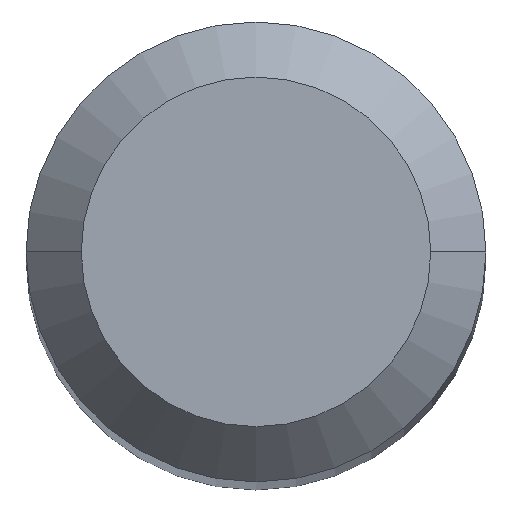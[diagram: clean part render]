
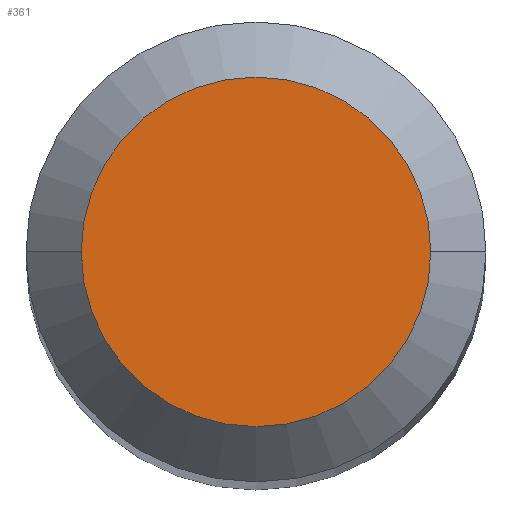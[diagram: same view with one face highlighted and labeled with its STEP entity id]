
A CAD part, top view. The second image highlights one B-rep face of the part: STEP entity #361.
In plain terms, the highlighted planar face has unit normal (0, 0, 1).
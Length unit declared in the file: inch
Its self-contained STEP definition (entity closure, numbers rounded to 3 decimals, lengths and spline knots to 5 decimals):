
#25 = CARTESIAN_POINT ( 'NONE',  ( -0.0475, 0., 0. ) ) ;
#28 = ORIENTED_EDGE ( 'NONE', *, *, #60, .T. ) ;
#50 = EDGE_CURVE ( 'NONE', #328, #173, #240, .T. ) ;
#60 = EDGE_CURVE ( 'NONE', #173, #328, #360, .T. ) ;
#78 = AXIS2_PLACEMENT_3D ( 'NONE', #92, #453, #223 ) ;
#92 = CARTESIAN_POINT ( 'NONE',  ( 0., 0., 0. ) ) ;
#109 = CARTESIAN_POINT ( 'NONE',  ( 0., 0.0475, 0. ) ) ;
#133 = EDGE_LOOP ( 'NONE', ( #28, #291 ) ) ;
#148 = CARTESIAN_POINT ( 'NONE',  ( 0.0475, 0., 0. ) ) ;
#173 = VERTEX_POINT ( 'NONE', #25 ) ;
#199 = DIRECTION ( 'NONE',  ( 1., 0., 0. ) ) ;
#223 = DIRECTION ( 'NONE',  ( 1., 0., 0. ) ) ;
#240 = CIRCLE ( 'NONE', #78, 0.0475 ) ;
#252 = DIRECTION ( 'NONE',  ( 0., 0., -1. ) ) ;
#281 = AXIS2_PLACEMENT_3D ( 'NONE', #383, #409, #199 ) ;
#287 = FACE_OUTER_BOUND ( 'NONE', #133, .T. ) ;
#291 = ORIENTED_EDGE ( 'NONE', *, *, #50, .T. ) ;
#328 = VERTEX_POINT ( 'NONE', #148 ) ;
#347 = AXIS2_PLACEMENT_3D ( 'NONE', #109, #252, #375 ) ;
#360 = CIRCLE ( 'NONE', #281, 0.0475 ) ;
#361 = ADVANCED_FACE ( 'NONE', ( #287 ), #440, .F. ) ;
#375 = DIRECTION ( 'NONE',  ( -1., 0., 0. ) ) ;
#383 = CARTESIAN_POINT ( 'NONE',  ( 0., 0., 0. ) ) ;
#409 = DIRECTION ( 'NONE',  ( 0., 0., 1. ) ) ;
#440 = PLANE ( 'NONE',  #347 ) ;
#453 = DIRECTION ( 'NONE',  ( 0., 0., 1. ) ) ;
